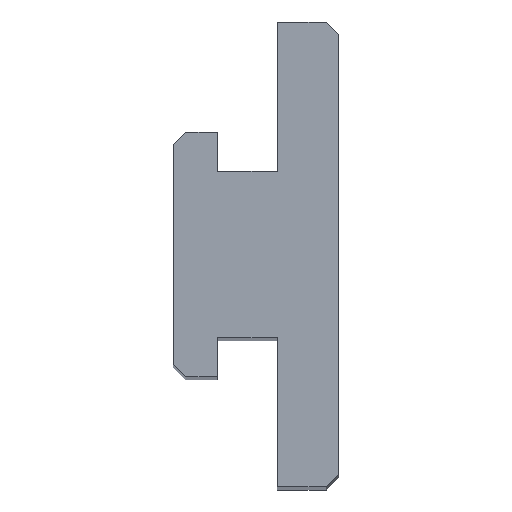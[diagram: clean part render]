
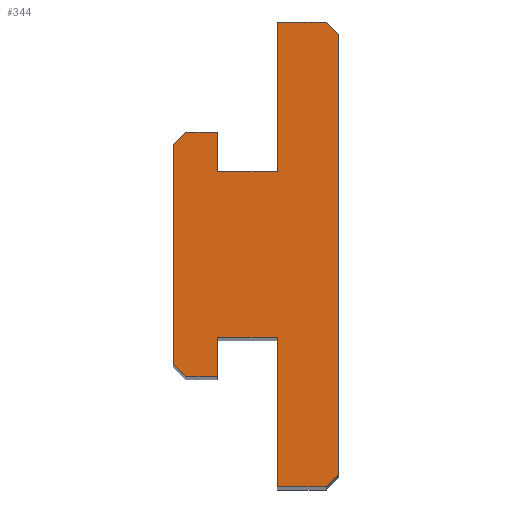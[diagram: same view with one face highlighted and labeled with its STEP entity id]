
A CAD part, top view. The second image highlights one B-rep face of the part: STEP entity #344.
In plain terms, the highlighted planar face has unit normal (0, 0, 1).
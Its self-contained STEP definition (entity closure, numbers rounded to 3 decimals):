
#18=FACE_OUTER_BOUND('',#36,.T.);
#36=EDGE_LOOP('',(#254,#255,#256,#257,#258,#259,#260,#261,#262,#263,#264,
#265,#266,#267,#268,#269));
#50=LINE('',#469,#98);
#56=LINE('',#480,#104);
#72=LINE('',#513,#120);
#74=LINE('',#517,#122);
#75=LINE('',#519,#123);
#76=LINE('',#521,#124);
#77=LINE('',#522,#125);
#78=LINE('',#524,#126);
#79=LINE('',#526,#127);
#80=LINE('',#528,#128);
#81=LINE('',#530,#129);
#82=LINE('',#532,#130);
#83=LINE('',#534,#131);
#84=LINE('',#536,#132);
#85=LINE('',#538,#133);
#86=LINE('',#539,#134);
#98=VECTOR('',#383,1.414);
#104=VECTOR('',#391,4.);
#120=VECTOR('',#411,1.414);
#122=VECTOR('',#415,12.2);
#123=VECTOR('',#416,4.9);
#124=VECTOR('',#417,3.2);
#125=VECTOR('',#418,2.6);
#126=VECTOR('',#419,18.);
#127=VECTOR('',#420,1.414);
#128=VECTOR('',#421,2.6);
#129=VECTOR('',#422,3.2);
#130=VECTOR('',#423,4.9);
#131=VECTOR('',#424,12.2);
#132=VECTOR('',#425,4.);
#133=VECTOR('',#426,1.414);
#134=VECTOR('',#427,36.);
#146=VERTEX_POINT('',#467);
#147=VERTEX_POINT('',#468);
#151=VERTEX_POINT('',#478);
#165=VERTEX_POINT('',#510);
#166=VERTEX_POINT('',#512);
#167=VERTEX_POINT('',#516);
#168=VERTEX_POINT('',#518);
#169=VERTEX_POINT('',#520);
#170=VERTEX_POINT('',#523);
#171=VERTEX_POINT('',#525);
#172=VERTEX_POINT('',#527);
#173=VERTEX_POINT('',#529);
#174=VERTEX_POINT('',#531);
#175=VERTEX_POINT('',#533);
#176=VERTEX_POINT('',#535);
#177=VERTEX_POINT('',#537);
#178=EDGE_CURVE('',#146,#147,#50,.T.);
#184=EDGE_CURVE('',#151,#146,#56,.T.);
#200=EDGE_CURVE('',#165,#166,#72,.T.);
#202=EDGE_CURVE('',#151,#167,#74,.T.);
#203=EDGE_CURVE('',#167,#168,#75,.T.);
#204=EDGE_CURVE('',#168,#169,#76,.T.);
#205=EDGE_CURVE('',#169,#166,#77,.T.);
#206=EDGE_CURVE('',#170,#165,#78,.T.);
#207=EDGE_CURVE('',#171,#170,#79,.T.);
#208=EDGE_CURVE('',#171,#172,#80,.T.);
#209=EDGE_CURVE('',#172,#173,#81,.T.);
#210=EDGE_CURVE('',#173,#174,#82,.T.);
#211=EDGE_CURVE('',#174,#175,#83,.T.);
#212=EDGE_CURVE('',#176,#175,#84,.T.);
#213=EDGE_CURVE('',#177,#176,#85,.T.);
#214=EDGE_CURVE('',#147,#177,#86,.T.);
#254=ORIENTED_EDGE('',*,*,#178,.F.);
#255=ORIENTED_EDGE('',*,*,#184,.F.);
#256=ORIENTED_EDGE('',*,*,#202,.T.);
#257=ORIENTED_EDGE('',*,*,#203,.T.);
#258=ORIENTED_EDGE('',*,*,#204,.T.);
#259=ORIENTED_EDGE('',*,*,#205,.T.);
#260=ORIENTED_EDGE('',*,*,#200,.F.);
#261=ORIENTED_EDGE('',*,*,#206,.F.);
#262=ORIENTED_EDGE('',*,*,#207,.F.);
#263=ORIENTED_EDGE('',*,*,#208,.T.);
#264=ORIENTED_EDGE('',*,*,#209,.T.);
#265=ORIENTED_EDGE('',*,*,#210,.T.);
#266=ORIENTED_EDGE('',*,*,#211,.T.);
#267=ORIENTED_EDGE('',*,*,#212,.F.);
#268=ORIENTED_EDGE('',*,*,#213,.F.);
#269=ORIENTED_EDGE('',*,*,#214,.F.);
#326=PLANE('',#365);
#344=ADVANCED_FACE('',(#18),#326,.T.);
#365=AXIS2_PLACEMENT_3D('',#515,#413,#414);
#383=DIRECTION('',(0.707,-0.707,0.));
#391=DIRECTION('',(1.,0.,0.));
#411=DIRECTION('',(0.707,0.707,0.));
#413=DIRECTION('center_axis',(0.,0.,1.));
#414=DIRECTION('ref_axis',(1.,0.,0.));
#415=DIRECTION('',(0.,-1.,0.));
#416=DIRECTION('',(-1.,0.,0.));
#417=DIRECTION('',(0.,1.,0.));
#418=DIRECTION('',(-1.,0.,0.));
#419=DIRECTION('',(0.,1.,0.));
#420=DIRECTION('',(-0.707,0.707,0.));
#421=DIRECTION('',(1.,0.,0.));
#422=DIRECTION('',(0.,1.,0.));
#423=DIRECTION('',(1.,0.,0.));
#424=DIRECTION('',(0.,-1.,0.));
#425=DIRECTION('',(-1.,0.,0.));
#426=DIRECTION('',(-0.707,-0.707,0.));
#427=DIRECTION('',(0.,-1.,0.));
#467=CARTESIAN_POINT('',(-16.342,39.053,150.));
#468=CARTESIAN_POINT('',(-15.342,38.053,150.));
#469=CARTESIAN_POINT('',(-12.78,35.49,150.));
#478=CARTESIAN_POINT('',(-20.342,39.053,150.));
#480=CARTESIAN_POINT('',(-15.342,39.053,150.));
#510=CARTESIAN_POINT('',(-28.842,29.053,150.));
#512=CARTESIAN_POINT('',(-27.842,30.053,150.));
#513=CARTESIAN_POINT('',(-29.155,28.74,150.));
#515=CARTESIAN_POINT('Origin',(-22.092,20.053,150.));
#516=CARTESIAN_POINT('',(-20.342,26.853,150.));
#517=CARTESIAN_POINT('',(-20.342,23.453,150.));
#518=CARTESIAN_POINT('',(-25.242,26.853,150.));
#519=CARTESIAN_POINT('',(-23.667,26.853,150.));
#520=CARTESIAN_POINT('',(-25.242,30.053,150.));
#521=CARTESIAN_POINT('',(-25.242,25.053,150.));
#522=CARTESIAN_POINT('',(-25.467,30.053,150.));
#523=CARTESIAN_POINT('',(-28.842,11.053,150.));
#524=CARTESIAN_POINT('',(-28.842,39.053,150.));
#525=CARTESIAN_POINT('',(-27.842,10.053,150.));
#526=CARTESIAN_POINT('',(-29.155,11.365,150.));
#527=CARTESIAN_POINT('',(-25.242,10.053,150.));
#528=CARTESIAN_POINT('',(-23.667,10.053,150.));
#529=CARTESIAN_POINT('',(-25.242,13.253,150.));
#530=CARTESIAN_POINT('',(-25.242,16.653,150.));
#531=CARTESIAN_POINT('',(-20.342,13.253,150.));
#532=CARTESIAN_POINT('',(-21.217,13.253,150.));
#533=CARTESIAN_POINT('',(-20.342,1.053,150.));
#534=CARTESIAN_POINT('',(-20.342,10.553,150.));
#535=CARTESIAN_POINT('',(-16.342,1.053,150.));
#536=CARTESIAN_POINT('',(-28.842,1.053,150.));
#537=CARTESIAN_POINT('',(-15.342,2.053,150.));
#538=CARTESIAN_POINT('',(-12.78,4.615,150.));
#539=CARTESIAN_POINT('',(-15.342,1.053,150.));
